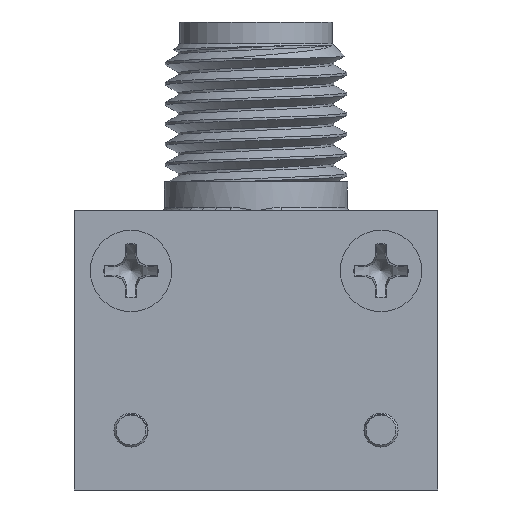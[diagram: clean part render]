
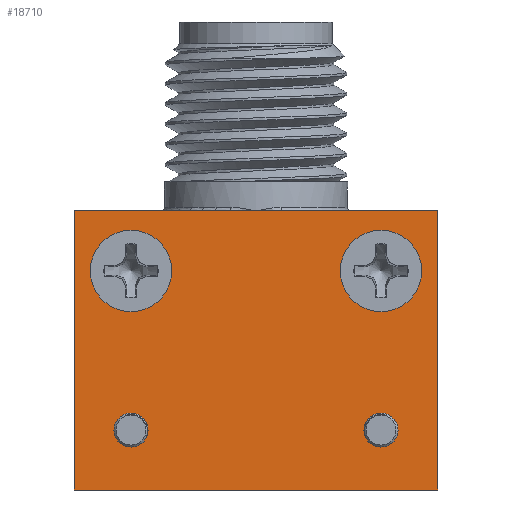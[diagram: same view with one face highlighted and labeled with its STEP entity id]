
A CAD part, front view. The second image highlights one B-rep face of the part: STEP entity #18710.
In plain terms, the highlighted planar face has unit normal (0, -1, 0).
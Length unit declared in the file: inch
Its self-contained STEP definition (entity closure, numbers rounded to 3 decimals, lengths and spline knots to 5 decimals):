
#458 = DIRECTION ( 'NONE',  ( 0., 1., 0. ) ) ;
#646 = CARTESIAN_POINT ( 'NONE',  ( 0.25, -0.188, -0.26 ) ) ;
#1232 = EDGE_CURVE ( 'NONE', #8197, #3008, #15020, .T. ) ;
#2142 = EDGE_LOOP ( 'NONE', ( #32473, #19357, #26437, #32631 ) ) ;
#2320 = FACE_OUTER_BOUND ( 'NONE', #2142, .T. ) ;
#2460 = AXIS2_PLACEMENT_3D ( 'NONE', #15389, #458, #30830 ) ;
#3008 = VERTEX_POINT ( 'NONE', #22914 ) ;
#3645 = CARTESIAN_POINT ( 'NONE',  ( -0.25, -0.188, -0.26 ) ) ;
#3998 = EDGE_CURVE ( 'NONE', #20927, #20927, #23290, .T. ) ;
#4098 = VECTOR ( 'NONE', #29427, 39.37008 ) ;
#5219 = CARTESIAN_POINT ( 'NONE',  ( -0.25, -0.188, -0.26 ) ) ;
#5325 = DIRECTION ( 'NONE',  ( 0., 0., 1. ) ) ;
#5355 = VERTEX_POINT ( 'NONE', #26153 ) ;
#5673 = DIRECTION ( 'NONE',  ( 0., 1., 0. ) ) ;
#6107 = AXIS2_PLACEMENT_3D ( 'NONE', #13624, #5673, #23674 ) ;
#6149 = EDGE_CURVE ( 'NONE', #31788, #19476, #22422, .T. ) ;
#6193 = DIRECTION ( 'NONE',  ( 0., 0., 1. ) ) ;
#6886 = CARTESIAN_POINT ( 'NONE',  ( 0.25, -0.188, -0.26 ) ) ;
#7069 = ORIENTED_EDGE ( 'NONE', *, *, #23810, .T. ) ;
#8197 = VERTEX_POINT ( 'NONE', #24780 ) ;
#9457 = DIRECTION ( 'NONE',  ( 0., 0., -1. ) ) ;
#9847 = AXIS2_PLACEMENT_3D ( 'NONE', #13577, #23627, #6193 ) ;
#11148 = EDGE_CURVE ( 'NONE', #15361, #15361, #18485, .T. ) ;
#11503 = VECTOR ( 'NONE', #22921, 39.37008 ) ;
#12721 = LINE ( 'NONE', #19814, #13539 ) ;
#13453 = CIRCLE ( 'NONE', #9847, 0.02345 ) ;
#13508 = FACE_BOUND ( 'NONE', #21156, .T. ) ;
#13539 = VECTOR ( 'NONE', #5325, 39.37008 ) ;
#13577 = CARTESIAN_POINT ( 'NONE',  ( -0.172, -0.188, -0.5615 ) ) ;
#13624 = CARTESIAN_POINT ( 'NONE',  ( -0.172, -0.188, -0.3425 ) ) ;
#13754 = CARTESIAN_POINT ( 'NONE',  ( -0.172, -0.188, -0.2865 ) ) ;
#13952 = AXIS2_PLACEMENT_3D ( 'NONE', #6886, #24650, #9457 ) ;
#15020 = LINE ( 'NONE', #18654, #28097 ) ;
#15361 = VERTEX_POINT ( 'NONE', #13754 ) ;
#15389 = CARTESIAN_POINT ( 'NONE',  ( 0.172, -0.188, -0.3425 ) ) ;
#18399 = EDGE_CURVE ( 'NONE', #8197, #31788, #12721, .T. ) ;
#18485 = CIRCLE ( 'NONE', #6107, 0.056 ) ;
#18654 = CARTESIAN_POINT ( 'NONE',  ( 0.25, -0.188, -0.644 ) ) ;
#18710 = ADVANCED_FACE ( 'NONE', ( #26972, #13508, #29387, #31372, #2320 ), #21897, .F. ) ;
#19357 = ORIENTED_EDGE ( 'NONE', *, *, #1232, .F. ) ;
#19476 = VERTEX_POINT ( 'NONE', #3645 ) ;
#19626 = CARTESIAN_POINT ( 'NONE',  ( 0.25, -0.188, -0.26 ) ) ;
#19739 = DIRECTION ( 'NONE',  ( 0., 0., 1. ) ) ;
#19814 = CARTESIAN_POINT ( 'NONE',  ( 0.25, -0.188, -0.26 ) ) ;
#20502 = CARTESIAN_POINT ( 'NONE',  ( 0.172, -0.188, -0.53805 ) ) ;
#20927 = VERTEX_POINT ( 'NONE', #20502 ) ;
#21156 = EDGE_LOOP ( 'NONE', ( #25945 ) ) ;
#21494 = CARTESIAN_POINT ( 'NONE',  ( -0.172, -0.188, -0.53805 ) ) ;
#21543 = AXIS2_PLACEMENT_3D ( 'NONE', #27154, #32430, #19739 ) ;
#21545 = ORIENTED_EDGE ( 'NONE', *, *, #11148, .T. ) ;
#21897 = PLANE ( 'NONE',  #13952 ) ;
#22422 = LINE ( 'NONE', #19626, #4098 ) ;
#22914 = CARTESIAN_POINT ( 'NONE',  ( -0.25, -0.188, -0.644 ) ) ;
#22921 = DIRECTION ( 'NONE',  ( 0., 0., 1. ) ) ;
#23290 = CIRCLE ( 'NONE', #21543, 0.02345 ) ;
#23627 = DIRECTION ( 'NONE',  ( 0., 1., 0. ) ) ;
#23674 = DIRECTION ( 'NONE',  ( 0., 0., 1. ) ) ;
#23810 = EDGE_CURVE ( 'NONE', #24444, #24444, #13453, .T. ) ;
#24444 = VERTEX_POINT ( 'NONE', #21494 ) ;
#24650 = DIRECTION ( 'NONE',  ( 0., 1., 0. ) ) ;
#24780 = CARTESIAN_POINT ( 'NONE',  ( 0.25, -0.188, -0.644 ) ) ;
#25945 = ORIENTED_EDGE ( 'NONE', *, *, #3998, .T. ) ;
#26153 = CARTESIAN_POINT ( 'NONE',  ( 0.172, -0.188, -0.2865 ) ) ;
#26437 = ORIENTED_EDGE ( 'NONE', *, *, #18399, .T. ) ;
#26972 = FACE_BOUND ( 'NONE', #30781, .T. ) ;
#27154 = CARTESIAN_POINT ( 'NONE',  ( 0.172, -0.188, -0.5615 ) ) ;
#28097 = VECTOR ( 'NONE', #31433, 39.37008 ) ;
#28107 = EDGE_LOOP ( 'NONE', ( #30609 ) ) ;
#28562 = CIRCLE ( 'NONE', #2460, 0.056 ) ;
#28970 = LINE ( 'NONE', #5219, #11503 ) ;
#29387 = FACE_BOUND ( 'NONE', #30481, .T. ) ;
#29427 = DIRECTION ( 'NONE',  ( -1., 0., 0. ) ) ;
#30322 = EDGE_CURVE ( 'NONE', #5355, #5355, #28562, .T. ) ;
#30367 = EDGE_CURVE ( 'NONE', #3008, #19476, #28970, .T. ) ;
#30481 = EDGE_LOOP ( 'NONE', ( #21545 ) ) ;
#30609 = ORIENTED_EDGE ( 'NONE', *, *, #30322, .T. ) ;
#30781 = EDGE_LOOP ( 'NONE', ( #7069 ) ) ;
#30830 = DIRECTION ( 'NONE',  ( 0., 0., 1. ) ) ;
#31372 = FACE_BOUND ( 'NONE', #28107, .T. ) ;
#31433 = DIRECTION ( 'NONE',  ( -1., 0., 0. ) ) ;
#31788 = VERTEX_POINT ( 'NONE', #646 ) ;
#32430 = DIRECTION ( 'NONE',  ( 0., 1., 0. ) ) ;
#32473 = ORIENTED_EDGE ( 'NONE', *, *, #30367, .F. ) ;
#32631 = ORIENTED_EDGE ( 'NONE', *, *, #6149, .T. ) ;
